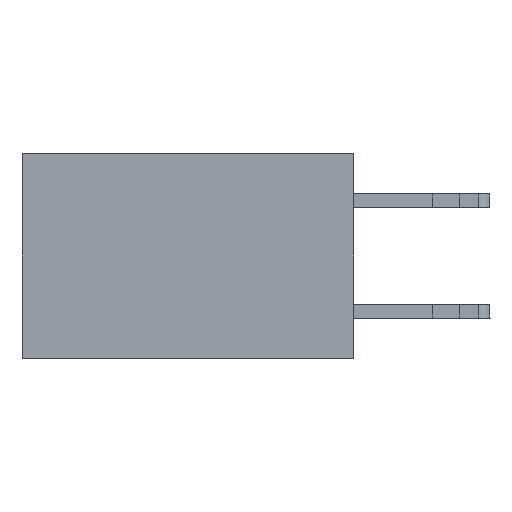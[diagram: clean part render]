
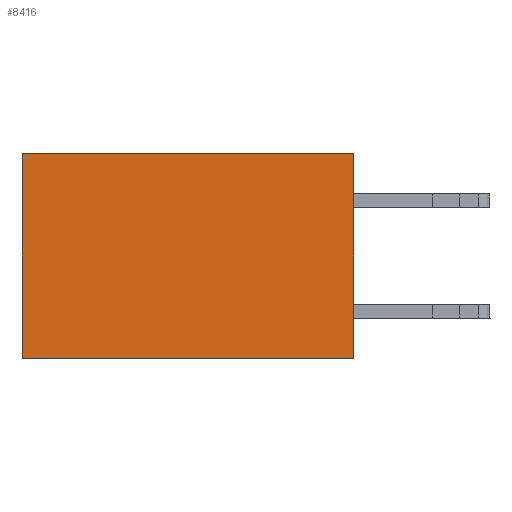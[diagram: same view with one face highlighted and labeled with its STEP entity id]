
A CAD part, left-side view. The second image highlights one B-rep face of the part: STEP entity #8416.
In plain terms, the highlighted planar face has unit normal (-1, 0, 0).
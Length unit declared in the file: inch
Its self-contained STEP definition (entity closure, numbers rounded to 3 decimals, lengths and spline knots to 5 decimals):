
#243 = CARTESIAN_POINT ( 'NONE',  ( 0.2875, 0.6, -0.37 ) ) ;
#416 = EDGE_CURVE ( 'NONE', #13526, #11954, #7972, .T. ) ;
#635 = VECTOR ( 'NONE', #5490, 39.37008 ) ;
#740 = DIRECTION ( 'NONE',  ( 0., 1., 0. ) ) ;
#1547 = CARTESIAN_POINT ( 'NONE',  ( 0.2875, 0., 0. ) ) ;
#1971 = VERTEX_POINT ( 'NONE', #14396 ) ;
#3009 = EDGE_CURVE ( 'NONE', #16055, #1971, #10519, .T. ) ;
#3010 = CARTESIAN_POINT ( 'NONE',  ( 0.2875, 0., -0.37 ) ) ;
#3072 = VECTOR ( 'NONE', #6733, 39.37008 ) ;
#4168 = CARTESIAN_POINT ( 'NONE',  ( 0.2875, 0., 0. ) ) ;
#5328 = CARTESIAN_POINT ( 'NONE',  ( 0.2875, 0., 0. ) ) ;
#5490 = DIRECTION ( 'NONE',  ( 0., 0., -1. ) ) ;
#5902 = PLANE ( 'NONE',  #8578 ) ;
#6040 = EDGE_CURVE ( 'NONE', #1971, #11954, #10245, .T. ) ;
#6064 = ORIENTED_EDGE ( 'NONE', *, *, #416, .F. ) ;
#6098 = VECTOR ( 'NONE', #740, 39.37008 ) ;
#6347 = EDGE_LOOP ( 'NONE', ( #16408, #6064, #9040, #14167 ) ) ;
#6733 = DIRECTION ( 'NONE',  ( 0., 0., -1. ) ) ;
#7395 = CARTESIAN_POINT ( 'NONE',  ( 0.2875, 0., 0. ) ) ;
#7972 = LINE ( 'NONE', #3010, #10078 ) ;
#8416 = ADVANCED_FACE ( 'NONE', ( #12495 ), #5902, .F. ) ;
#8578 = AXIS2_PLACEMENT_3D ( 'NONE', #4168, #19139, #19230 ) ;
#9040 = ORIENTED_EDGE ( 'NONE', *, *, #13432, .F. ) ;
#10078 = VECTOR ( 'NONE', #18109, 39.37008 ) ;
#10245 = LINE ( 'NONE', #16917, #3072 ) ;
#10519 = LINE ( 'NONE', #5328, #6098 ) ;
#11954 = VERTEX_POINT ( 'NONE', #243 ) ;
#12495 = FACE_OUTER_BOUND ( 'NONE', #6347, .T. ) ;
#13432 = EDGE_CURVE ( 'NONE', #16055, #13526, #20453, .T. ) ;
#13526 = VERTEX_POINT ( 'NONE', #21198 ) ;
#14167 = ORIENTED_EDGE ( 'NONE', *, *, #3009, .T. ) ;
#14396 = CARTESIAN_POINT ( 'NONE',  ( 0.2875, 0.6, 0. ) ) ;
#16055 = VERTEX_POINT ( 'NONE', #1547 ) ;
#16408 = ORIENTED_EDGE ( 'NONE', *, *, #6040, .T. ) ;
#16917 = CARTESIAN_POINT ( 'NONE',  ( 0.2875, 0.6, 0. ) ) ;
#18109 = DIRECTION ( 'NONE',  ( 0., 1., 0. ) ) ;
#19139 = DIRECTION ( 'NONE',  ( 1., 0., 0. ) ) ;
#19230 = DIRECTION ( 'NONE',  ( 0., 0., -1. ) ) ;
#20453 = LINE ( 'NONE', #7395, #635 ) ;
#21198 = CARTESIAN_POINT ( 'NONE',  ( 0.2875, 0., -0.37 ) ) ;
